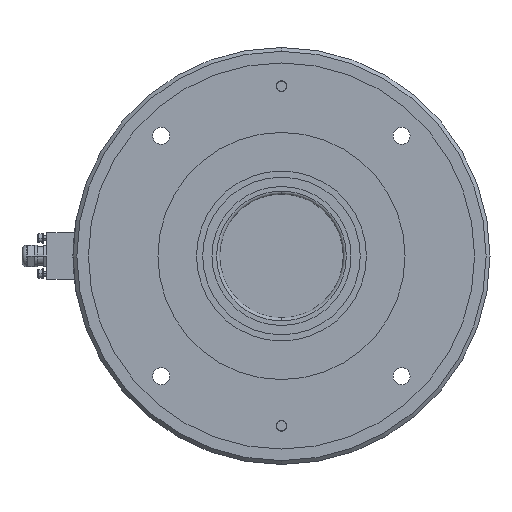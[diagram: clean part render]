
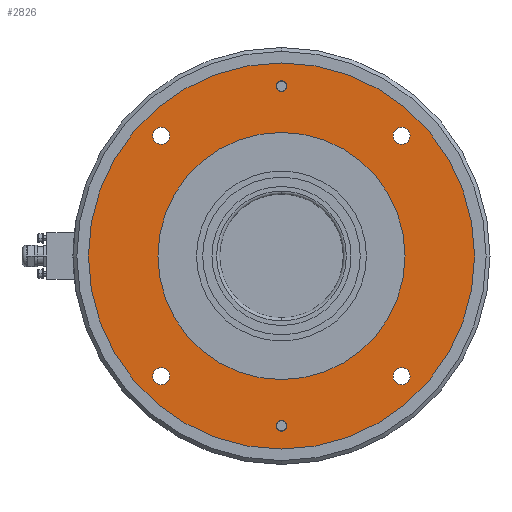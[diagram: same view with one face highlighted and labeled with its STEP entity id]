
A CAD part, left-side view. The second image highlights one B-rep face of the part: STEP entity #2826.
In plain terms, the highlighted face is planar.
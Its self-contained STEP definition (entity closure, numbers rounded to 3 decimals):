
#2242=CARTESIAN_POINT('',(3.1,80.0,0.0));
#2243=VERTEX_POINT('',#2242);
#2259=CARTESIAN_POINT('',(3.1,-80.0,0.));
#2260=VERTEX_POINT('',#2259);
#2267=CARTESIAN_POINT('',(3.1,0.0,0.0));
#2268=DIRECTION('',(1.0,0.0,0.0));
#2269=DIRECTION('',(0.0,1.0,0.0));
#2270=AXIS2_PLACEMENT_3D('',#2267,#2268,#2269);
#2271=CIRCLE('',#2270,80.0);
#2272=EDGE_CURVE('',#2260,#2243,#2271,.T.);
#2282=CARTESIAN_POINT('',(3.1,125.0,0.0));
#2283=VERTEX_POINT('',#2282);
#2292=CARTESIAN_POINT('',(3.1,-125.0,0.));
#2293=VERTEX_POINT('',#2292);
#2294=CARTESIAN_POINT('',(3.1,0.0,0.0));
#2295=DIRECTION('',(1.0,0.0,0.0));
#2296=DIRECTION('',(0.0,1.0,0.0));
#2297=AXIS2_PLACEMENT_3D('',#2294,#2295,#2296);
#2298=CIRCLE('',#2297,125.0);
#2299=EDGE_CURVE('',#2293,#2283,#2298,.T.);
#2324=CARTESIAN_POINT('',(3.1,-77.782,72.282));
#2325=VERTEX_POINT('',#2324);
#2334=CARTESIAN_POINT('',(3.1,-77.782,83.282));
#2335=VERTEX_POINT('',#2334);
#2336=CARTESIAN_POINT('',(3.1,-77.782,77.782));
#2337=DIRECTION('',(-1.0,0.0,0.0));
#2338=DIRECTION('',(0.0,0.0,-1.0));
#2339=AXIS2_PLACEMENT_3D('',#2336,#2337,#2338);
#2340=CIRCLE('',#2339,5.5);
#2341=EDGE_CURVE('',#2335,#2325,#2340,.T.);
#2366=CARTESIAN_POINT('',(3.1,0.,106.544));
#2367=VERTEX_POINT('',#2366);
#2376=CARTESIAN_POINT('',(3.1,0.,113.456));
#2377=VERTEX_POINT('',#2376);
#2378=CARTESIAN_POINT('',(3.1,0.,110.0));
#2379=DIRECTION('',(-1.0,0.0,0.0));
#2380=DIRECTION('',(0.0,0.0,-1.0));
#2381=AXIS2_PLACEMENT_3D('',#2378,#2379,#2380);
#2382=CIRCLE('',#2381,3.456);
#2383=EDGE_CURVE('',#2377,#2367,#2382,.T.);
#2408=CARTESIAN_POINT('',(3.1,-72.282,-77.782));
#2409=VERTEX_POINT('',#2408);
#2418=CARTESIAN_POINT('',(3.1,-83.282,-77.782));
#2419=VERTEX_POINT('',#2418);
#2420=CARTESIAN_POINT('',(3.1,-77.782,-77.782));
#2421=DIRECTION('',(-1.0,0.0,0.0));
#2422=DIRECTION('',(0.0,1.0,0.0));
#2423=AXIS2_PLACEMENT_3D('',#2420,#2421,#2422);
#2424=CIRCLE('',#2423,5.5);
#2425=EDGE_CURVE('',#2419,#2409,#2424,.T.);
#2450=CARTESIAN_POINT('',(3.1,77.782,-72.282));
#2451=VERTEX_POINT('',#2450);
#2460=CARTESIAN_POINT('',(3.1,77.782,-83.282));
#2461=VERTEX_POINT('',#2460);
#2462=CARTESIAN_POINT('',(3.1,77.782,-77.782));
#2463=DIRECTION('',(-1.0,0.0,0.0));
#2464=DIRECTION('',(0.0,0.0,1.0));
#2465=AXIS2_PLACEMENT_3D('',#2462,#2463,#2464);
#2466=CIRCLE('',#2465,5.5);
#2467=EDGE_CURVE('',#2461,#2451,#2466,.T.);
#2492=CARTESIAN_POINT('',(3.1,72.282,77.782));
#2493=VERTEX_POINT('',#2492);
#2502=CARTESIAN_POINT('',(3.1,83.282,77.782));
#2503=VERTEX_POINT('',#2502);
#2504=CARTESIAN_POINT('',(3.1,77.782,77.782));
#2505=DIRECTION('',(-1.0,0.0,0.0));
#2506=DIRECTION('',(0.0,-1.0,0.0));
#2507=AXIS2_PLACEMENT_3D('',#2504,#2505,#2506);
#2508=CIRCLE('',#2507,5.5);
#2509=EDGE_CURVE('',#2503,#2493,#2508,.T.);
#2534=CARTESIAN_POINT('',(3.1,0.,-106.544));
#2535=VERTEX_POINT('',#2534);
#2544=CARTESIAN_POINT('',(3.1,0.,-113.456));
#2545=VERTEX_POINT('',#2544);
#2546=CARTESIAN_POINT('',(3.1,0.,-110.0));
#2547=DIRECTION('',(-1.0,0.0,0.0));
#2548=DIRECTION('',(0.0,0.0,1.0));
#2549=AXIS2_PLACEMENT_3D('',#2546,#2547,#2548);
#2550=CIRCLE('',#2549,3.456);
#2551=EDGE_CURVE('',#2545,#2535,#2550,.T.);
#2585=CARTESIAN_POINT('',(3.1,0.,-110.0));
#2586=DIRECTION('',(-1.0,0.0,0.0));
#2587=DIRECTION('',(0.0,0.0,1.0));
#2588=AXIS2_PLACEMENT_3D('',#2585,#2586,#2587);
#2589=CIRCLE('',#2588,3.456);
#2590=EDGE_CURVE('',#2535,#2545,#2589,.T.);
#2609=CARTESIAN_POINT('',(3.1,77.782,77.782));
#2610=DIRECTION('',(-1.0,0.0,0.0));
#2611=DIRECTION('',(0.0,-1.0,0.0));
#2612=AXIS2_PLACEMENT_3D('',#2609,#2610,#2611);
#2613=CIRCLE('',#2612,5.5);
#2614=EDGE_CURVE('',#2493,#2503,#2613,.T.);
#2633=CARTESIAN_POINT('',(3.1,77.782,-77.782));
#2634=DIRECTION('',(-1.0,0.0,0.0));
#2635=DIRECTION('',(0.0,0.0,1.0));
#2636=AXIS2_PLACEMENT_3D('',#2633,#2634,#2635);
#2637=CIRCLE('',#2636,5.5);
#2638=EDGE_CURVE('',#2451,#2461,#2637,.T.);
#2657=CARTESIAN_POINT('',(3.1,-77.782,-77.782));
#2658=DIRECTION('',(-1.0,0.0,0.0));
#2659=DIRECTION('',(0.0,1.0,0.0));
#2660=AXIS2_PLACEMENT_3D('',#2657,#2658,#2659);
#2661=CIRCLE('',#2660,5.5);
#2662=EDGE_CURVE('',#2409,#2419,#2661,.T.);
#2681=CARTESIAN_POINT('',(3.1,0.,110.0));
#2682=DIRECTION('',(-1.0,0.0,0.0));
#2683=DIRECTION('',(0.0,0.0,-1.0));
#2684=AXIS2_PLACEMENT_3D('',#2681,#2682,#2683);
#2685=CIRCLE('',#2684,3.456);
#2686=EDGE_CURVE('',#2367,#2377,#2685,.T.);
#2705=CARTESIAN_POINT('',(3.1,-77.782,77.782));
#2706=DIRECTION('',(-1.0,0.0,0.0));
#2707=DIRECTION('',(0.0,0.0,-1.0));
#2708=AXIS2_PLACEMENT_3D('',#2705,#2706,#2707);
#2709=CIRCLE('',#2708,5.5);
#2710=EDGE_CURVE('',#2325,#2335,#2709,.T.);
#2773=CARTESIAN_POINT('',(3.1,0.0,0.0));
#2774=DIRECTION('',(1.0,0.0,0.0));
#2775=DIRECTION('',(0.0,1.0,0.0));
#2776=AXIS2_PLACEMENT_3D('',#2773,#2774,#2775);
#2777=CIRCLE('',#2776,125.0);
#2778=EDGE_CURVE('',#2283,#2293,#2777,.T.);
#2783=CARTESIAN_POINT('',(3.1,-137.5,137.5));
#2784=DIRECTION('',(1.0,0.0,0.0));
#2785=DIRECTION('',(0.0,0.0,-1.0));
#2786=AXIS2_PLACEMENT_3D('',#2783,#2784,#2785);
#2787=PLANE('',#2786);
#2788=ORIENTED_EDGE('',*,*,#2778,.T.);
#2789=ORIENTED_EDGE('',*,*,#2299,.T.);
#2790=EDGE_LOOP('',(#2788,#2789));
#2791=FACE_OUTER_BOUND('',#2790,.T.);
#2792=ORIENTED_EDGE('',*,*,#2590,.T.);
#2793=ORIENTED_EDGE('',*,*,#2551,.T.);
#2794=EDGE_LOOP('',(#2792,#2793));
#2795=FACE_BOUND('',#2794,.T.);
#2796=ORIENTED_EDGE('',*,*,#2614,.T.);
#2797=ORIENTED_EDGE('',*,*,#2509,.T.);
#2798=EDGE_LOOP('',(#2796,#2797));
#2799=FACE_BOUND('',#2798,.T.);
#2800=ORIENTED_EDGE('',*,*,#2638,.T.);
#2801=ORIENTED_EDGE('',*,*,#2467,.T.);
#2802=EDGE_LOOP('',(#2800,#2801));
#2803=FACE_BOUND('',#2802,.T.);
#2804=ORIENTED_EDGE('',*,*,#2662,.T.);
#2805=ORIENTED_EDGE('',*,*,#2425,.T.);
#2806=EDGE_LOOP('',(#2804,#2805));
#2807=FACE_BOUND('',#2806,.T.);
#2808=ORIENTED_EDGE('',*,*,#2686,.T.);
#2809=ORIENTED_EDGE('',*,*,#2383,.T.);
#2810=EDGE_LOOP('',(#2808,#2809));
#2811=FACE_BOUND('',#2810,.T.);
#2812=ORIENTED_EDGE('',*,*,#2710,.T.);
#2813=ORIENTED_EDGE('',*,*,#2341,.T.);
#2814=EDGE_LOOP('',(#2812,#2813));
#2815=FACE_BOUND('',#2814,.T.);
#2816=CARTESIAN_POINT('',(3.1,0.0,0.0));
#2817=DIRECTION('',(1.0,0.0,0.0));
#2818=DIRECTION('',(0.0,1.0,0.0));
#2819=AXIS2_PLACEMENT_3D('',#2816,#2817,#2818);
#2820=CIRCLE('',#2819,80.0);
#2821=EDGE_CURVE('',#2243,#2260,#2820,.T.);
#2822=ORIENTED_EDGE('',*,*,#2821,.F.);
#2823=ORIENTED_EDGE('',*,*,#2272,.F.);
#2824=EDGE_LOOP('',(#2822,#2823));
#2825=FACE_BOUND('',#2824,.T.);
#2826=ADVANCED_FACE('',(#2791,#2795,#2799,#2803,#2807,#2811,#2815,#2825),#2787,.T.);
